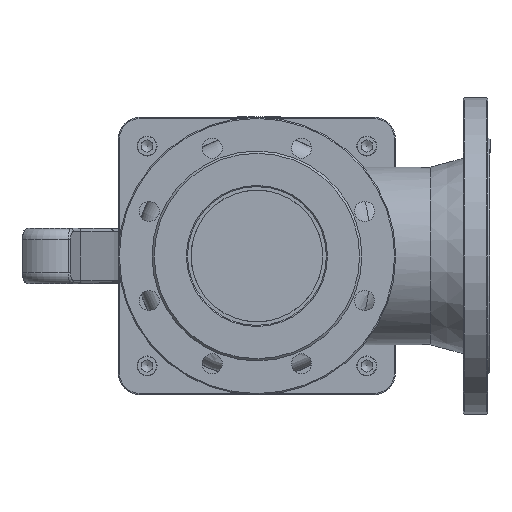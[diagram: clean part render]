
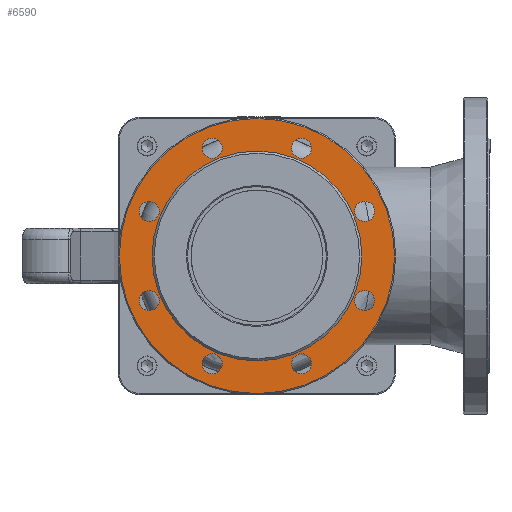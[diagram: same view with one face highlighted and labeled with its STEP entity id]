
A CAD part, front view. The second image highlights one B-rep face of the part: STEP entity #6590.
In plain terms, the highlighted planar face has unit normal (0, -1, 0).
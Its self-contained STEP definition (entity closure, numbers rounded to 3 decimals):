
#252=FACE_BOUND('',#1151,.T.);
#253=FACE_BOUND('',#1152,.T.);
#254=FACE_BOUND('',#1153,.T.);
#255=FACE_BOUND('',#1154,.T.);
#256=FACE_BOUND('',#1155,.T.);
#257=FACE_BOUND('',#1156,.T.);
#258=FACE_BOUND('',#1157,.T.);
#259=FACE_BOUND('',#1158,.T.);
#260=FACE_BOUND('',#1159,.T.);
#706=FACE_OUTER_BOUND('',#1150,.T.);
#1150=EDGE_LOOP('',(#4838));
#1151=EDGE_LOOP('',(#4839));
#1152=EDGE_LOOP('',(#4840));
#1153=EDGE_LOOP('',(#4841));
#1154=EDGE_LOOP('',(#4842));
#1155=EDGE_LOOP('',(#4843));
#1156=EDGE_LOOP('',(#4844));
#1157=EDGE_LOOP('',(#4845));
#1158=EDGE_LOOP('',(#4846));
#1159=EDGE_LOOP('',(#4847));
#1572=CIRCLE('',#7309,94.5);
#1574=CIRCLE('',#7312,124.);
#1575=CIRCLE('',#7313,9.);
#1576=CIRCLE('',#7314,9.);
#1577=CIRCLE('',#7315,9.);
#1578=CIRCLE('',#7316,9.);
#1579=CIRCLE('',#7317,9.);
#1580=CIRCLE('',#7318,9.);
#1581=CIRCLE('',#7319,9.);
#1582=CIRCLE('',#7320,9.);
#2883=VERTEX_POINT('',#11496);
#2885=VERTEX_POINT('',#11502);
#2886=VERTEX_POINT('',#11504);
#2887=VERTEX_POINT('',#11506);
#2888=VERTEX_POINT('',#11508);
#2889=VERTEX_POINT('',#11510);
#2890=VERTEX_POINT('',#11512);
#2891=VERTEX_POINT('',#11514);
#2892=VERTEX_POINT('',#11516);
#2893=VERTEX_POINT('',#11518);
#3584=EDGE_CURVE('',#2883,#2883,#1572,.T.);
#3587=EDGE_CURVE('',#2885,#2885,#1574,.T.);
#3588=EDGE_CURVE('',#2886,#2886,#1575,.T.);
#3589=EDGE_CURVE('',#2887,#2887,#1576,.T.);
#3590=EDGE_CURVE('',#2888,#2888,#1577,.T.);
#3591=EDGE_CURVE('',#2889,#2889,#1578,.T.);
#3592=EDGE_CURVE('',#2890,#2890,#1579,.T.);
#3593=EDGE_CURVE('',#2891,#2891,#1580,.T.);
#3594=EDGE_CURVE('',#2892,#2892,#1581,.T.);
#3595=EDGE_CURVE('',#2893,#2893,#1582,.T.);
#4838=ORIENTED_EDGE('',*,*,#3587,.F.);
#4839=ORIENTED_EDGE('',*,*,#3588,.F.);
#4840=ORIENTED_EDGE('',*,*,#3589,.F.);
#4841=ORIENTED_EDGE('',*,*,#3590,.F.);
#4842=ORIENTED_EDGE('',*,*,#3591,.F.);
#4843=ORIENTED_EDGE('',*,*,#3592,.F.);
#4844=ORIENTED_EDGE('',*,*,#3593,.F.);
#4845=ORIENTED_EDGE('',*,*,#3594,.F.);
#4846=ORIENTED_EDGE('',*,*,#3595,.F.);
#4847=ORIENTED_EDGE('',*,*,#3584,.F.);
#6018=PLANE('',#7311);
#6590=ADVANCED_FACE('',(#706,#252,#253,#254,#255,#256,#257,#258,#259,#260),
#6018,.F.);
#7309=AXIS2_PLACEMENT_3D('',#11497,#8477,#8478);
#7311=AXIS2_PLACEMENT_3D('',#11501,#8482,#8483);
#7312=AXIS2_PLACEMENT_3D('',#11503,#8484,#8485);
#7313=AXIS2_PLACEMENT_3D('',#11505,#8486,#8487);
#7314=AXIS2_PLACEMENT_3D('',#11507,#8488,#8489);
#7315=AXIS2_PLACEMENT_3D('',#11509,#8490,#8491);
#7316=AXIS2_PLACEMENT_3D('',#11511,#8492,#8493);
#7317=AXIS2_PLACEMENT_3D('',#11513,#8494,#8495);
#7318=AXIS2_PLACEMENT_3D('',#11515,#8496,#8497);
#7319=AXIS2_PLACEMENT_3D('',#11517,#8498,#8499);
#7320=AXIS2_PLACEMENT_3D('',#11519,#8500,#8501);
#8477=DIRECTION('center_axis',(0.,-1.,0.));
#8478=DIRECTION('ref_axis',(1.,0.,0.));
#8482=DIRECTION('center_axis',(0.,1.,0.));
#8483=DIRECTION('ref_axis',(0.,0.,1.));
#8484=DIRECTION('center_axis',(0.,1.,0.));
#8485=DIRECTION('ref_axis',(-1.,0.,0.));
#8486=DIRECTION('center_axis',(0.,-1.,0.));
#8487=DIRECTION('ref_axis',(-1.,0.,0.));
#8488=DIRECTION('center_axis',(0.,-1.,0.));
#8489=DIRECTION('ref_axis',(-1.,0.,0.));
#8490=DIRECTION('center_axis',(0.,-1.,0.));
#8491=DIRECTION('ref_axis',(-1.,0.,0.));
#8492=DIRECTION('center_axis',(0.,-1.,0.));
#8493=DIRECTION('ref_axis',(-1.,0.,0.));
#8494=DIRECTION('center_axis',(0.,-1.,0.));
#8495=DIRECTION('ref_axis',(-1.,0.,0.));
#8496=DIRECTION('center_axis',(0.,-1.,0.));
#8497=DIRECTION('ref_axis',(-1.,0.,0.));
#8498=DIRECTION('center_axis',(0.,-1.,0.));
#8499=DIRECTION('ref_axis',(-1.,0.,0.));
#8500=DIRECTION('center_axis',(0.,-1.,0.));
#8501=DIRECTION('ref_axis',(-1.,0.,0.));
#11496=CARTESIAN_POINT('',(-94.5,2.,0.));
#11497=CARTESIAN_POINT('Origin',(0.,2.,0.));
#11501=CARTESIAN_POINT('Origin',(0.,2.,0.));
#11502=CARTESIAN_POINT('',(124.,2.,0.));
#11503=CARTESIAN_POINT('Origin',(0.,2.,0.));
#11504=CARTESIAN_POINT('',(-31.182,2.,97.007));
#11505=CARTESIAN_POINT('Origin',(-40.182,2.,97.007));
#11506=CARTESIAN_POINT('',(-88.007,2.,40.182));
#11507=CARTESIAN_POINT('Origin',(-97.007,2.,40.182));
#11508=CARTESIAN_POINT('',(-88.007,2.,-40.182));
#11509=CARTESIAN_POINT('Origin',(-97.007,2.,-40.182));
#11510=CARTESIAN_POINT('',(-31.182,2.,-97.007));
#11511=CARTESIAN_POINT('Origin',(-40.182,2.,-97.007));
#11512=CARTESIAN_POINT('',(49.182,2.,-97.007));
#11513=CARTESIAN_POINT('Origin',(40.182,2.,-97.007));
#11514=CARTESIAN_POINT('',(106.007,2.,-40.182));
#11515=CARTESIAN_POINT('Origin',(97.007,2.,-40.182));
#11516=CARTESIAN_POINT('',(106.007,2.,40.182));
#11517=CARTESIAN_POINT('Origin',(97.007,2.,40.182));
#11518=CARTESIAN_POINT('',(49.182,2.,97.007));
#11519=CARTESIAN_POINT('Origin',(40.182,2.,97.007));
